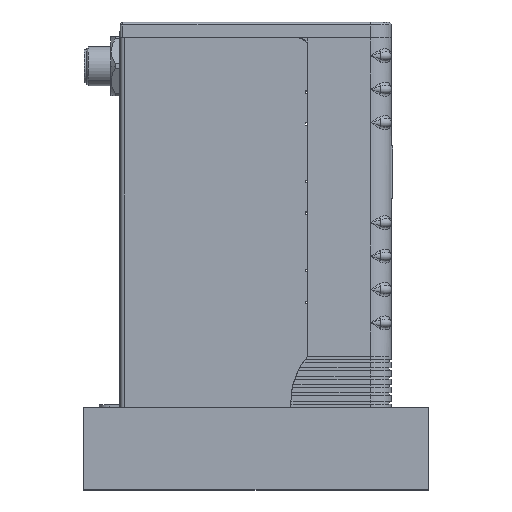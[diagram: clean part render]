
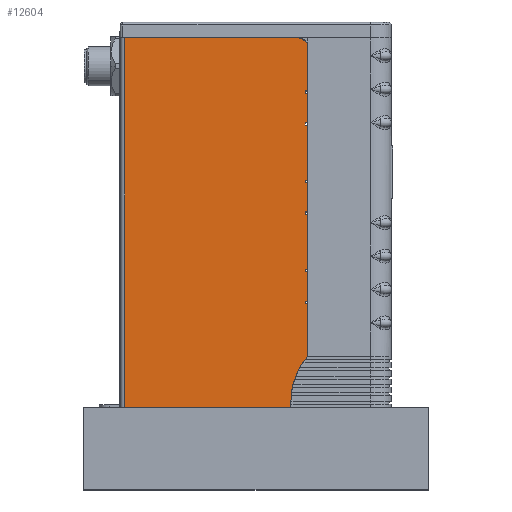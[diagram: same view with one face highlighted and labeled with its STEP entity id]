
A CAD part, top view. The second image highlights one B-rep face of the part: STEP entity #12604.
In plain terms, the highlighted planar face has unit normal (0, 0, 1).
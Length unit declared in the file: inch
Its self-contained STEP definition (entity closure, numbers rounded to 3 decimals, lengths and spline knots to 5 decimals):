
#12036=DIRECTION('',(0.,-1.,0.));
#12037=VECTOR('',#12036,4.425);
#12038=CARTESIAN_POINT('',(0.51,5.415,0.));
#12039=LINE('',#12038,#12037);
#12045=DIRECTION('',(-1.,0.,0.));
#12046=VECTOR('',#12045,1.98925);
#12047=CARTESIAN_POINT('',(2.49925,0.99,0.));
#12048=LINE('',#12047,#12046);
#12049=DIRECTION('',(1.,0.,0.));
#12050=VECTOR('',#12049,2.065);
#12051=CARTESIAN_POINT('',(0.51,5.415,0.));
#12052=LINE('',#12051,#12050);
#12053=CARTESIAN_POINT('',(2.575,5.415,0.));
#12054=CARTESIAN_POINT('',(2.5862,5.41494,0.));
#12055=CARTESIAN_POINT('',(2.60772,5.41213,0.));
#12056=CARTESIAN_POINT('',(2.63832,5.39945,0.));
#12057=CARTESIAN_POINT('',(2.66439,5.37939,0.));
#12058=CARTESIAN_POINT('',(2.68444,5.35332,0.));
#12059=CARTESIAN_POINT('',(2.69713,5.32272,0.));
#12060=CARTESIAN_POINT('',(2.69994,5.3012,0.));
#12061=CARTESIAN_POINT('',(2.7,5.29,0.));
#12063=DIRECTION('',(0.,-1.,0.));
#12064=VECTOR('',#12063,0.51);
#12065=CARTESIAN_POINT('',(2.7,5.29,0.));
#12066=LINE('',#12065,#12064);
#12067=DIRECTION('',(-1.,0.,0.));
#12068=VECTOR('',#12067,0.03);
#12069=CARTESIAN_POINT('',(2.7,4.78,0.));
#12070=LINE('',#12069,#12068);
#12071=DIRECTION('',(0.,-1.,0.));
#12072=VECTOR('',#12071,0.03);
#12073=CARTESIAN_POINT('',(2.67,4.78,0.));
#12074=LINE('',#12073,#12072);
#12075=DIRECTION('',(1.,0.,0.));
#12076=VECTOR('',#12075,0.03);
#12077=CARTESIAN_POINT('',(2.67,4.75,0.));
#12078=LINE('',#12077,#12076);
#12079=DIRECTION('',(0.,-1.,0.));
#12080=VECTOR('',#12079,0.35);
#12081=CARTESIAN_POINT('',(2.7,4.75,0.));
#12082=LINE('',#12081,#12080);
#12083=DIRECTION('',(-1.,0.,0.));
#12084=VECTOR('',#12083,0.03);
#12085=CARTESIAN_POINT('',(2.7,4.4,0.));
#12086=LINE('',#12085,#12084);
#12087=DIRECTION('',(0.,-1.,0.));
#12088=VECTOR('',#12087,0.03);
#12089=CARTESIAN_POINT('',(2.67,4.4,0.));
#12090=LINE('',#12089,#12088);
#12091=DIRECTION('',(1.,0.,0.));
#12092=VECTOR('',#12091,0.03);
#12093=CARTESIAN_POINT('',(2.67,4.37,0.));
#12094=LINE('',#12093,#12092);
#12095=DIRECTION('',(0.,-1.,0.));
#12096=VECTOR('',#12095,0.66);
#12097=CARTESIAN_POINT('',(2.7,4.37,0.));
#12098=LINE('',#12097,#12096);
#12099=DIRECTION('',(-1.,0.,0.));
#12100=VECTOR('',#12099,0.03);
#12101=CARTESIAN_POINT('',(2.7,3.71,0.));
#12102=LINE('',#12101,#12100);
#12103=DIRECTION('',(0.,-1.,0.));
#12104=VECTOR('',#12103,0.03);
#12105=CARTESIAN_POINT('',(2.67,3.71,0.));
#12106=LINE('',#12105,#12104);
#12107=DIRECTION('',(1.,0.,0.));
#12108=VECTOR('',#12107,0.03);
#12109=CARTESIAN_POINT('',(2.67,3.68,0.));
#12110=LINE('',#12109,#12108);
#12111=DIRECTION('',(0.,-1.,0.));
#12112=VECTOR('',#12111,0.35);
#12113=CARTESIAN_POINT('',(2.7,3.68,0.));
#12114=LINE('',#12113,#12112);
#12115=DIRECTION('',(-1.,0.,0.));
#12116=VECTOR('',#12115,0.03);
#12117=CARTESIAN_POINT('',(2.7,3.33,0.));
#12118=LINE('',#12117,#12116);
#12119=DIRECTION('',(0.,-1.,0.));
#12120=VECTOR('',#12119,0.03);
#12121=CARTESIAN_POINT('',(2.67,3.33,0.));
#12122=LINE('',#12121,#12120);
#12123=DIRECTION('',(1.,0.,0.));
#12124=VECTOR('',#12123,0.03);
#12125=CARTESIAN_POINT('',(2.67,3.3,0.));
#12126=LINE('',#12125,#12124);
#12127=DIRECTION('',(0.,-1.,0.));
#12128=VECTOR('',#12127,0.66);
#12129=CARTESIAN_POINT('',(2.7,3.3,0.));
#12130=LINE('',#12129,#12128);
#12131=DIRECTION('',(-1.,0.,0.));
#12132=VECTOR('',#12131,0.03);
#12133=CARTESIAN_POINT('',(2.7,2.64,0.));
#12134=LINE('',#12133,#12132);
#12135=DIRECTION('',(0.,-1.,0.));
#12136=VECTOR('',#12135,0.03);
#12137=CARTESIAN_POINT('',(2.67,2.64,0.));
#12138=LINE('',#12137,#12136);
#12139=DIRECTION('',(1.,0.,0.));
#12140=VECTOR('',#12139,0.03);
#12141=CARTESIAN_POINT('',(2.67,2.61,0.));
#12142=LINE('',#12141,#12140);
#12143=DIRECTION('',(0.,-1.,0.));
#12144=VECTOR('',#12143,0.35);
#12145=CARTESIAN_POINT('',(2.7,2.61,0.));
#12146=LINE('',#12145,#12144);
#12147=DIRECTION('',(-1.,0.,0.));
#12148=VECTOR('',#12147,0.03);
#12149=CARTESIAN_POINT('',(2.7,2.26,0.));
#12150=LINE('',#12149,#12148);
#12151=DIRECTION('',(0.,-1.,0.));
#12152=VECTOR('',#12151,0.03);
#12153=CARTESIAN_POINT('',(2.67,2.26,0.));
#12154=LINE('',#12153,#12152);
#12155=DIRECTION('',(1.,0.,0.));
#12156=VECTOR('',#12155,0.03);
#12157=CARTESIAN_POINT('',(2.67,2.23,0.));
#12158=LINE('',#12157,#12156);
#12159=DIRECTION('',(0.,-1.,0.));
#12160=VECTOR('',#12159,0.63);
#12161=CARTESIAN_POINT('',(2.7,2.23,0.));
#12162=LINE('',#12161,#12160);
#12163=CARTESIAN_POINT('',(2.7,1.6,0.));
#12164=CARTESIAN_POINT('',(2.66773,1.5634,0.));
#12165=CARTESIAN_POINT('',(2.61075,1.4859,0.));
#12166=CARTESIAN_POINT('',(2.54699,1.35494,0.));
#12167=CARTESIAN_POINT('',(2.50799,1.21459,0.));
#12168=CARTESIAN_POINT('',(2.49932,1.11879,0.));
#12169=CARTESIAN_POINT('',(2.49925,1.07,0.));
#12171=DIRECTION('',(0.,-1.,0.));
#12172=VECTOR('',#12171,0.08);
#12173=CARTESIAN_POINT('',(2.49925,1.07,0.));
#12174=LINE('',#12173,#12172);
#12209=CARTESIAN_POINT('',(2.49925,0.99,0.));
#12210=CARTESIAN_POINT('',(0.51,0.99,0.));
#12211=VERTEX_POINT('',#12209);
#12212=VERTEX_POINT('',#12210);
#12213=CARTESIAN_POINT('',(0.51,5.415,0.));
#12214=CARTESIAN_POINT('',(2.575,5.415,0.));
#12215=VERTEX_POINT('',#12213);
#12216=VERTEX_POINT('',#12214);
#12217=VERTEX_POINT('',#12061);
#12218=CARTESIAN_POINT('',(2.7,4.78,0.));
#12219=VERTEX_POINT('',#12218);
#12220=CARTESIAN_POINT('',(2.67,4.78,0.));
#12221=VERTEX_POINT('',#12220);
#12222=CARTESIAN_POINT('',(2.67,4.75,0.));
#12223=VERTEX_POINT('',#12222);
#12224=CARTESIAN_POINT('',(2.7,4.75,0.));
#12225=VERTEX_POINT('',#12224);
#12226=CARTESIAN_POINT('',(2.7,4.4,0.));
#12227=VERTEX_POINT('',#12226);
#12228=CARTESIAN_POINT('',(2.67,4.4,0.));
#12229=VERTEX_POINT('',#12228);
#12230=CARTESIAN_POINT('',(2.67,4.37,0.));
#12231=VERTEX_POINT('',#12230);
#12232=CARTESIAN_POINT('',(2.7,4.37,0.));
#12233=VERTEX_POINT('',#12232);
#12234=CARTESIAN_POINT('',(2.7,3.71,0.));
#12235=VERTEX_POINT('',#12234);
#12236=CARTESIAN_POINT('',(2.67,3.71,0.));
#12237=VERTEX_POINT('',#12236);
#12238=CARTESIAN_POINT('',(2.67,3.68,0.));
#12239=VERTEX_POINT('',#12238);
#12240=CARTESIAN_POINT('',(2.7,3.68,0.));
#12241=VERTEX_POINT('',#12240);
#12242=CARTESIAN_POINT('',(2.7,3.33,0.));
#12243=VERTEX_POINT('',#12242);
#12244=CARTESIAN_POINT('',(2.67,3.33,0.));
#12245=VERTEX_POINT('',#12244);
#12246=CARTESIAN_POINT('',(2.67,3.3,0.));
#12247=VERTEX_POINT('',#12246);
#12248=CARTESIAN_POINT('',(2.7,3.3,0.));
#12249=VERTEX_POINT('',#12248);
#12250=CARTESIAN_POINT('',(2.7,2.64,0.));
#12251=VERTEX_POINT('',#12250);
#12252=CARTESIAN_POINT('',(2.67,2.64,0.));
#12253=VERTEX_POINT('',#12252);
#12254=CARTESIAN_POINT('',(2.67,2.61,0.));
#12255=VERTEX_POINT('',#12254);
#12256=CARTESIAN_POINT('',(2.7,2.61,0.));
#12257=VERTEX_POINT('',#12256);
#12258=CARTESIAN_POINT('',(2.7,2.26,0.));
#12259=VERTEX_POINT('',#12258);
#12260=CARTESIAN_POINT('',(2.67,2.26,0.));
#12261=VERTEX_POINT('',#12260);
#12262=CARTESIAN_POINT('',(2.67,2.23,0.));
#12263=VERTEX_POINT('',#12262);
#12264=CARTESIAN_POINT('',(2.7,2.23,0.));
#12265=VERTEX_POINT('',#12264);
#12266=CARTESIAN_POINT('',(2.7,1.6,0.));
#12267=VERTEX_POINT('',#12266);
#12268=VERTEX_POINT('',#12169);
#12536=CARTESIAN_POINT('',(0.45,0.99,0.));
#12537=DIRECTION('',(0.,0.,1.));
#12538=DIRECTION('',(1.,0.,0.));
#12539=AXIS2_PLACEMENT_3D('',#12536,#12537,#12538);
#12540=PLANE('',#12539);
#12542=ORIENTED_EDGE('',*,*,#12541,.T.);
#12543=ORIENTED_EDGE('',*,*,#12529,.F.);
#12545=ORIENTED_EDGE('',*,*,#12544,.T.);
#12547=ORIENTED_EDGE('',*,*,#12546,.T.);
#12549=ORIENTED_EDGE('',*,*,#12548,.T.);
#12551=ORIENTED_EDGE('',*,*,#12550,.T.);
#12553=ORIENTED_EDGE('',*,*,#12552,.T.);
#12555=ORIENTED_EDGE('',*,*,#12554,.T.);
#12557=ORIENTED_EDGE('',*,*,#12556,.T.);
#12559=ORIENTED_EDGE('',*,*,#12558,.T.);
#12561=ORIENTED_EDGE('',*,*,#12560,.T.);
#12563=ORIENTED_EDGE('',*,*,#12562,.T.);
#12565=ORIENTED_EDGE('',*,*,#12564,.T.);
#12567=ORIENTED_EDGE('',*,*,#12566,.T.);
#12569=ORIENTED_EDGE('',*,*,#12568,.T.);
#12571=ORIENTED_EDGE('',*,*,#12570,.T.);
#12573=ORIENTED_EDGE('',*,*,#12572,.T.);
#12575=ORIENTED_EDGE('',*,*,#12574,.T.);
#12577=ORIENTED_EDGE('',*,*,#12576,.T.);
#12579=ORIENTED_EDGE('',*,*,#12578,.T.);
#12581=ORIENTED_EDGE('',*,*,#12580,.T.);
#12583=ORIENTED_EDGE('',*,*,#12582,.T.);
#12585=ORIENTED_EDGE('',*,*,#12584,.T.);
#12587=ORIENTED_EDGE('',*,*,#12586,.T.);
#12589=ORIENTED_EDGE('',*,*,#12588,.T.);
#12591=ORIENTED_EDGE('',*,*,#12590,.T.);
#12593=ORIENTED_EDGE('',*,*,#12592,.T.);
#12595=ORIENTED_EDGE('',*,*,#12594,.T.);
#12597=ORIENTED_EDGE('',*,*,#12596,.T.);
#12599=ORIENTED_EDGE('',*,*,#12598,.T.);
#12601=ORIENTED_EDGE('',*,*,#12600,.T.);
#12602=EDGE_LOOP('',(#12542,#12543,#12545,#12547,#12549,#12551,#12553,#12555,
#12557,#12559,#12561,#12563,#12565,#12567,#12569,#12571,#12573,#12575,#12577,
#12579,#12581,#12583,#12585,#12587,#12589,#12591,#12593,#12595,#12597,#12599,
#12601));
#12603=FACE_OUTER_BOUND('',#12602,.F.);
#12604=ADVANCED_FACE('',(#12603),#12540,.T.);
#12062=B_SPLINE_CURVE_WITH_KNOTS('',3,(#12053,#12054,#12055,#12056,#12057,
#12058,#12059,#12060,#12061),.UNSPECIFIED.,.F.,.F.,(4,1,1,1,1,1,4),(0.,
0.16667,0.33333,0.5,0.66667,0.83333,
1.),.UNSPECIFIED.);
#12170=B_SPLINE_CURVE_WITH_KNOTS('',3,(#12163,#12164,#12165,#12166,#12167,
#12168,#12169),.UNSPECIFIED.,.F.,.F.,(4,1,1,1,4),(0.,0.25,0.5,0.75,
1.),.UNSPECIFIED.);
#12529=EDGE_CURVE('',#12215,#12212,#12039,.T.);
#12541=EDGE_CURVE('',#12211,#12212,#12048,.T.);
#12544=EDGE_CURVE('',#12215,#12216,#12052,.T.);
#12546=EDGE_CURVE('',#12216,#12217,#12062,.T.);
#12548=EDGE_CURVE('',#12217,#12219,#12066,.T.);
#12550=EDGE_CURVE('',#12219,#12221,#12070,.T.);
#12552=EDGE_CURVE('',#12221,#12223,#12074,.T.);
#12554=EDGE_CURVE('',#12223,#12225,#12078,.T.);
#12556=EDGE_CURVE('',#12225,#12227,#12082,.T.);
#12558=EDGE_CURVE('',#12227,#12229,#12086,.T.);
#12560=EDGE_CURVE('',#12229,#12231,#12090,.T.);
#12562=EDGE_CURVE('',#12231,#12233,#12094,.T.);
#12564=EDGE_CURVE('',#12233,#12235,#12098,.T.);
#12566=EDGE_CURVE('',#12235,#12237,#12102,.T.);
#12568=EDGE_CURVE('',#12237,#12239,#12106,.T.);
#12570=EDGE_CURVE('',#12239,#12241,#12110,.T.);
#12572=EDGE_CURVE('',#12241,#12243,#12114,.T.);
#12574=EDGE_CURVE('',#12243,#12245,#12118,.T.);
#12576=EDGE_CURVE('',#12245,#12247,#12122,.T.);
#12578=EDGE_CURVE('',#12247,#12249,#12126,.T.);
#12580=EDGE_CURVE('',#12249,#12251,#12130,.T.);
#12582=EDGE_CURVE('',#12251,#12253,#12134,.T.);
#12584=EDGE_CURVE('',#12253,#12255,#12138,.T.);
#12586=EDGE_CURVE('',#12255,#12257,#12142,.T.);
#12588=EDGE_CURVE('',#12257,#12259,#12146,.T.);
#12590=EDGE_CURVE('',#12259,#12261,#12150,.T.);
#12592=EDGE_CURVE('',#12261,#12263,#12154,.T.);
#12594=EDGE_CURVE('',#12263,#12265,#12158,.T.);
#12596=EDGE_CURVE('',#12265,#12267,#12162,.T.);
#12598=EDGE_CURVE('',#12267,#12268,#12170,.T.);
#12600=EDGE_CURVE('',#12268,#12211,#12174,.T.);
